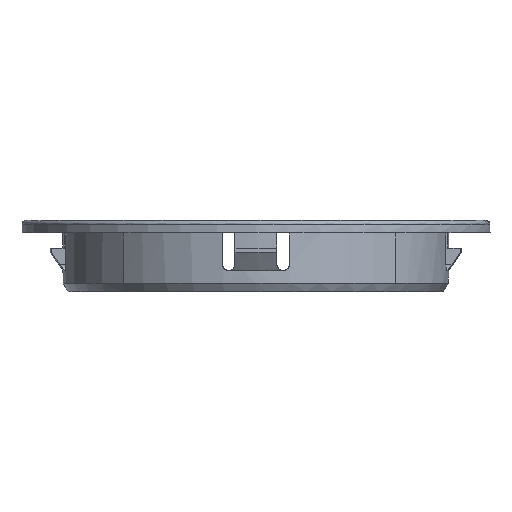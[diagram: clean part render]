
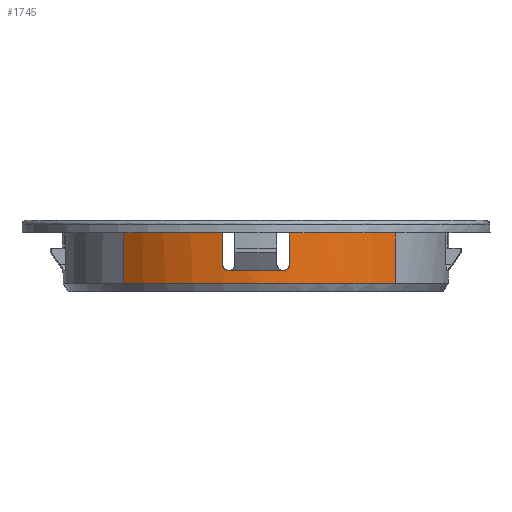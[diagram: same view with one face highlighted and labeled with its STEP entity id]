
A CAD part, left-side view. The second image highlights one B-rep face of the part: STEP entity #1745.
In plain terms, the highlighted free-form (B-spline) face has degree [2, 1] with [3, 2] control points.
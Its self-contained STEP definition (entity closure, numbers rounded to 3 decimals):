
#150=CARTESIAN_POINT('',(-15.867,-16.72,1.0));
#151=VERTEX_POINT('',#150);
#167=CARTESIAN_POINT('',(-23.05,0.0,1.0));
#168=VERTEX_POINT('',#167);
#169=CARTESIAN_POINT('',(-15.867,-16.72,1.));
#170=CARTESIAN_POINT('',(-23.05,-9.903,1.0));
#171=CARTESIAN_POINT('',(-23.05,0.0,1.0));
#179=(BOUNDED_CURVE()B_SPLINE_CURVE(2,(#169,#170,#171),.UNSPECIFIED.,.F.,.U.)B_SPLINE_CURVE_WITH_KNOTS((3,3),(0.871,1.0),.UNSPECIFIED.)CURVE()GEOMETRIC_REPRESENTATION_ITEM()RATIONAL_B_SPLINE_CURVE((0.854,0.849,1.0))REPRESENTATION_ITEM(''));
#180=EDGE_CURVE('',#151,#168,#179,.T.);
#182=CARTESIAN_POINT('',(-16.72,15.867,1.));
#183=VERTEX_POINT('',#182);
#184=CARTESIAN_POINT('',(-23.05,0.0,1.0));
#185=CARTESIAN_POINT('',(-23.05,9.196,1.0));
#186=CARTESIAN_POINT('',(-16.72,15.867,1.));
#194=(BOUNDED_CURVE()B_SPLINE_CURVE(2,(#184,#185,#186),.UNSPECIFIED.,.F.,.U.)B_SPLINE_CURVE_WITH_KNOTS((3,3),(0.0,0.121),.UNSPECIFIED.)CURVE()GEOMETRIC_REPRESENTATION_ITEM()RATIONAL_B_SPLINE_CURVE((1.0,0.858,0.854))REPRESENTATION_ITEM(''));
#195=EDGE_CURVE('',#168,#183,#194,.T.);
#1278=CARTESIAN_POINT('',(-16.72,15.867,7.));
#1279=VERTEX_POINT('',#1278);
#1580=CARTESIAN_POINT('',(-15.867,-16.72,7.));
#1581=VERTEX_POINT('',#1580);
#1595=CARTESIAN_POINT('',(-15.867,-16.72,7.));
#1596=CARTESIAN_POINT('',(-15.867,-16.72,1.0));
#1597=QUASI_UNIFORM_CURVE('',1,(#1595,#1596),.UNSPECIFIED.,.F.,.U.);
#1598=EDGE_CURVE('',#1581,#151,#1597,.T.);
#1604=CARTESIAN_POINT('',(-16.72,15.867,7.));
#1605=CARTESIAN_POINT('',(-16.72,15.867,1.));
#1606=QUASI_UNIFORM_CURVE('',1,(#1604,#1605),.UNSPECIFIED.,.F.,.U.);
#1607=EDGE_CURVE('',#1279,#183,#1606,.T.);
#1612=CARTESIAN_POINT('',(-15.867,-16.72,7.15));
#1613=CARTESIAN_POINT('',(-32.586,-0.853,7.15));
#1614=CARTESIAN_POINT('',(-16.72,15.867,7.15));
#1615=CARTESIAN_POINT('',(-15.867,-16.72,0.846));
#1616=CARTESIAN_POINT('',(-32.586,-0.853,0.846));
#1617=CARTESIAN_POINT('',(-16.72,15.867,0.846));
#1625=(BOUNDED_SURFACE()B_SPLINE_SURFACE(2,1,((#1612,#1615),(#1613,#1616),(#1614,#1617)),.UNSPECIFIED.,.F.,.F.,.U.)B_SPLINE_SURFACE_WITH_KNOTS((3,3),(2,2),(0.0,38.19),(0.0,6.304),.UNSPECIFIED.)GEOMETRIC_REPRESENTATION_ITEM()RATIONAL_B_SPLINE_SURFACE(((1.0,1.0),(0.707,0.707),(1.0,1.0)))REPRESENTATION_ITEM('')SURFACE());
#1626=CARTESIAN_POINT('',(-22.7,4.0,7.0));
#1627=VERTEX_POINT('',#1626);
#1628=CARTESIAN_POINT('',(-22.7,4.,7.0));
#1629=CARTESIAN_POINT('',(-21.496,10.833,7.0));
#1630=CARTESIAN_POINT('',(-16.72,15.867,7.));
#1638=(BOUNDED_CURVE()B_SPLINE_CURVE(2,(#1628,#1629,#1630),.UNSPECIFIED.,.F.,.U.)B_SPLINE_CURVE_WITH_KNOTS((3,3),(0.0,0.479),.UNSPECIFIED.)CURVE()GEOMETRIC_REPRESENTATION_ITEM()RATIONAL_B_SPLINE_CURVE((1.0,0.913,0.91))REPRESENTATION_ITEM(''));
#1639=EDGE_CURVE('',#1627,#1279,#1638,.T.);
#1640=ORIENTED_EDGE('',*,*,#1639,.T.);
#1641=ORIENTED_EDGE('',*,*,#1607,.T.);
#1642=ORIENTED_EDGE('',*,*,#195,.F.);
#1643=ORIENTED_EDGE('',*,*,#180,.F.);
#1644=ORIENTED_EDGE('',*,*,#1598,.F.);
#1645=CARTESIAN_POINT('',(-22.7,-4.0,7.0));
#1646=VERTEX_POINT('',#1645);
#1647=CARTESIAN_POINT('',(-15.867,-16.72,7.));
#1648=CARTESIAN_POINT('',(-21.381,-11.487,7.0));
#1649=CARTESIAN_POINT('',(-22.7,-4.,7.0));
#1657=(BOUNDED_CURVE()B_SPLINE_CURVE(2,(#1647,#1648,#1649),.UNSPECIFIED.,.F.,.U.)B_SPLINE_CURVE_WITH_KNOTS((3,3),(0.479,1.0),.UNSPECIFIED.)CURVE()GEOMETRIC_REPRESENTATION_ITEM()RATIONAL_B_SPLINE_CURVE((0.91,0.906,1.0))REPRESENTATION_ITEM(''));
#1658=EDGE_CURVE('',#1581,#1646,#1657,.T.);
#1659=ORIENTED_EDGE('',*,*,#1658,.T.);
#1660=CARTESIAN_POINT('',(-22.7,-4.0,3.25));
#1661=VERTEX_POINT('',#1660);
#1662=CARTESIAN_POINT('',(-22.7,-4.0,3.25));
#1663=CARTESIAN_POINT('',(-22.7,-4.0,7.0));
#1664=QUASI_UNIFORM_CURVE('',1,(#1662,#1663),.UNSPECIFIED.,.F.,.U.);
#1665=EDGE_CURVE('',#1661,#1646,#1664,.T.);
#1666=ORIENTED_EDGE('',*,*,#1665,.F.);
#1667=CARTESIAN_POINT('',(-22.82,-3.25,2.5));
#1668=VERTEX_POINT('',#1667);
#1669=CARTESIAN_POINT('',(-22.7,-4.0,3.25));
#1670=CARTESIAN_POINT('',(-22.7,-4.0,3.2));
#1671=CARTESIAN_POINT('',(-22.701,-3.995,3.151));
#1672=CARTESIAN_POINT('',(-22.704,-3.981,3.079));
#1673=CARTESIAN_POINT('',(-22.705,-3.975,3.055));
#1674=CARTESIAN_POINT('',(-22.707,-3.96,3.008));
#1675=CARTESIAN_POINT('',(-22.709,-3.952,2.984));
#1676=CARTESIAN_POINT('',(-22.714,-3.923,2.916));
#1677=CARTESIAN_POINT('',(-22.718,-3.9,2.873));
#1678=CARTESIAN_POINT('',(-22.725,-3.859,2.812));
#1679=CARTESIAN_POINT('',(-22.727,-3.844,2.792));
#1680=CARTESIAN_POINT('',(-22.732,-3.813,2.754));
#1681=CARTESIAN_POINT('',(-22.735,-3.796,2.736));
#1682=CARTESIAN_POINT('',(-22.744,-3.744,2.684));
#1683=CARTESIAN_POINT('',(-22.75,-3.707,2.653));
#1684=CARTESIAN_POINT('',(-22.763,-3.625,2.598));
#1685=CARTESIAN_POINT('',(-22.77,-3.581,2.575));
#1686=CARTESIAN_POINT('',(-22.781,-3.514,2.548));
#1687=CARTESIAN_POINT('',(-22.784,-3.491,2.539));
#1688=CARTESIAN_POINT('',(-22.791,-3.444,2.525));
#1689=CARTESIAN_POINT('',(-22.795,-3.42,2.519));
#1690=CARTESIAN_POINT('',(-22.806,-3.348,2.505));
#1691=CARTESIAN_POINT('',(-22.813,-3.299,2.5));
#1692=CARTESIAN_POINT('',(-22.82,-3.25,2.5));
#1693=B_SPLINE_CURVE_WITH_KNOTS('',3,(#1669,#1670,#1671,#1672,#1673,#1674,#1675,#1676,#1677,#1678,#1679,#1680,#1681,#1682,#1683,#1684,#1685,#1686,#1687,#1688,#1689,#1690,#1691,#1692),.UNSPECIFIED.,.F.,.U.,(4,2,2,2,2,2,2,2,2,2,2,4),(0.0,0.125,0.188,0.25,0.375,0.438,0.5,0.625,0.75,0.813,0.875,1.0),.UNSPECIFIED.);
#1694=EDGE_CURVE('',#1661,#1668,#1693,.T.);
#1695=ORIENTED_EDGE('',*,*,#1694,.T.);
#1696=CARTESIAN_POINT('',(-22.82,3.25,2.5));
#1697=VERTEX_POINT('',#1696);
#1698=CARTESIAN_POINT('',(-22.82,-3.25,2.5));
#1699=CARTESIAN_POINT('',(-23.283,0.,2.5));
#1700=CARTESIAN_POINT('',(-22.82,3.25,2.5));
#1708=(BOUNDED_CURVE()B_SPLINE_CURVE(2,(#1698,#1699,#1700),.UNSPECIFIED.,.F.,.U.)CURVE()GEOMETRIC_REPRESENTATION_ITEM()QUASI_UNIFORM_CURVE()RATIONAL_B_SPLINE_CURVE((1.0,0.99,1.0))REPRESENTATION_ITEM(''));
#1709=EDGE_CURVE('',#1668,#1697,#1708,.T.);
#1710=ORIENTED_EDGE('',*,*,#1709,.T.);
#1711=CARTESIAN_POINT('',(-22.7,4.0,3.25));
#1712=VERTEX_POINT('',#1711);
#1713=CARTESIAN_POINT('',(-22.82,3.25,2.5));
#1714=CARTESIAN_POINT('',(-22.813,3.299,2.5));
#1715=CARTESIAN_POINT('',(-22.806,3.348,2.505));
#1716=CARTESIAN_POINT('',(-22.795,3.419,2.519));
#1717=CARTESIAN_POINT('',(-22.791,3.443,2.525));
#1718=CARTESIAN_POINT('',(-22.784,3.49,2.539));
#1719=CARTESIAN_POINT('',(-22.781,3.513,2.547));
#1720=CARTESIAN_POINT('',(-22.77,3.581,2.575));
#1721=CARTESIAN_POINT('',(-22.763,3.624,2.598));
#1722=CARTESIAN_POINT('',(-22.75,3.705,2.652));
#1723=CARTESIAN_POINT('',(-22.744,3.744,2.684));
#1724=CARTESIAN_POINT('',(-22.732,3.813,2.753));
#1725=CARTESIAN_POINT('',(-22.727,3.845,2.79));
#1726=CARTESIAN_POINT('',(-22.72,3.886,2.851));
#1727=CARTESIAN_POINT('',(-22.718,3.899,2.873));
#1728=CARTESIAN_POINT('',(-22.714,3.922,2.916));
#1729=CARTESIAN_POINT('',(-22.712,3.933,2.938));
#1730=CARTESIAN_POINT('',(-22.707,3.961,3.006));
#1731=CARTESIAN_POINT('',(-22.705,3.975,3.053));
#1732=CARTESIAN_POINT('',(-22.701,3.995,3.151));
#1733=CARTESIAN_POINT('',(-22.7,4.,3.2));
#1734=CARTESIAN_POINT('',(-22.7,4.0,3.25));
#1735=B_SPLINE_CURVE_WITH_KNOTS('',3,(#1713,#1714,#1715,#1716,#1717,#1718,#1719,#1720,#1721,#1722,#1723,#1724,#1725,#1726,#1727,#1728,#1729,#1730,#1731,#1732,#1733,#1734),.UNSPECIFIED.,.F.,.U.,(4,2,2,2,2,2,2,2,2,2,4),(0.0,0.125,0.188,0.25,0.375,0.5,0.625,0.688,0.75,0.875,1.0),.UNSPECIFIED.);
#1736=EDGE_CURVE('',#1697,#1712,#1735,.T.);
#1737=ORIENTED_EDGE('',*,*,#1736,.T.);
#1738=CARTESIAN_POINT('',(-22.7,4.0,3.25));
#1739=CARTESIAN_POINT('',(-22.7,4.0,7.0));
#1740=QUASI_UNIFORM_CURVE('',1,(#1738,#1739),.UNSPECIFIED.,.F.,.U.);
#1741=EDGE_CURVE('',#1712,#1627,#1740,.T.);
#1742=ORIENTED_EDGE('',*,*,#1741,.T.);
#1743=EDGE_LOOP('',(#1640,#1641,#1642,#1643,#1644,#1659,#1666,#1695,#1710,#1737,#1742));
#1744=FACE_OUTER_BOUND('',#1743,.T.);
#1745=ADVANCED_FACE('',(#1744),#1625,.T.);
